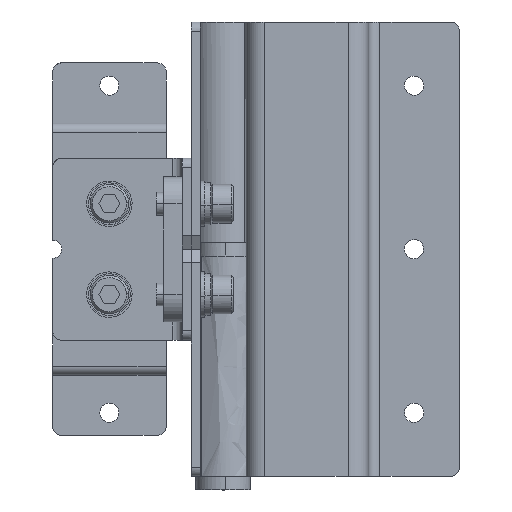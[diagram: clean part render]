
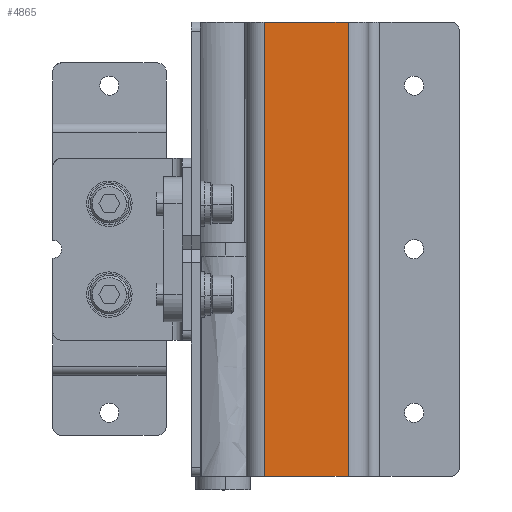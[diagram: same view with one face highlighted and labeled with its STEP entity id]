
A CAD part, front view. The second image highlights one B-rep face of the part: STEP entity #4865.
In plain terms, the highlighted free-form (B-spline) face has degree [1, 1] with [2, 2] control points.
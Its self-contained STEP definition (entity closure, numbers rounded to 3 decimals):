
#4684=CARTESIAN_POINT('',(9.05,-15.0,100.0));
#4685=VERTEX_POINT('',#4684);
#4699=CARTESIAN_POINT('',(27.5,-15.0,100.0));
#4700=VERTEX_POINT('',#4699);
#4701=CARTESIAN_POINT('',(9.05,-15.0,100.0));
#4702=CARTESIAN_POINT('',(27.5,-15.0,100.0));
#4703=QUASI_UNIFORM_CURVE('',1,(#4701,#4702),.UNSPECIFIED.,.F.,.U.);
#4704=EDGE_CURVE('',#4685,#4700,#4703,.T.);
#4820=CARTESIAN_POINT('',(27.5,-15.0,0.0));
#4821=VERTEX_POINT('',#4820);
#4822=CARTESIAN_POINT('',(27.5,-15.0,0.0));
#4823=CARTESIAN_POINT('',(27.5,-15.0,100.0));
#4824=QUASI_UNIFORM_CURVE('',1,(#4822,#4823),.UNSPECIFIED.,.F.,.U.);
#4825=EDGE_CURVE('',#4821,#4700,#4824,.T.);
#4844=CARTESIAN_POINT('',(8.128,-15.0,104.995));
#4845=CARTESIAN_POINT('',(8.128,-15.0,-4.995));
#4846=CARTESIAN_POINT('',(28.422,-15.0,104.995));
#4847=CARTESIAN_POINT('',(28.422,-15.0,-4.995));
#4848=B_SPLINE_SURFACE_WITH_KNOTS('',1,1,((#4844,#4846),(#4845,#4847)),.UNSPECIFIED.,.F.,.F.,.U.,(2,2),(2,2),(0.0,109.99),(0.0,20.293),.UNSPECIFIED.);
#4849=ORIENTED_EDGE('',*,*,#4704,.F.);
#4850=CARTESIAN_POINT('',(9.05,-15.0,0.0));
#4851=VERTEX_POINT('',#4850);
#4852=CARTESIAN_POINT('',(9.05,-15.0,0.0));
#4853=CARTESIAN_POINT('',(9.05,-15.0,100.0));
#4854=QUASI_UNIFORM_CURVE('',1,(#4852,#4853),.UNSPECIFIED.,.F.,.U.);
#4855=EDGE_CURVE('',#4851,#4685,#4854,.T.);
#4856=ORIENTED_EDGE('',*,*,#4855,.F.);
#4857=CARTESIAN_POINT('',(9.05,-15.0,0.0));
#4858=CARTESIAN_POINT('',(27.5,-15.0,0.0));
#4859=QUASI_UNIFORM_CURVE('',1,(#4857,#4858),.UNSPECIFIED.,.F.,.U.);
#4860=EDGE_CURVE('',#4851,#4821,#4859,.T.);
#4861=ORIENTED_EDGE('',*,*,#4860,.T.);
#4862=ORIENTED_EDGE('',*,*,#4825,.T.);
#4863=EDGE_LOOP('',(#4849,#4856,#4861,#4862));
#4864=FACE_OUTER_BOUND('',#4863,.T.);
#4865=ADVANCED_FACE('',(#4864),#4848,.T.);
